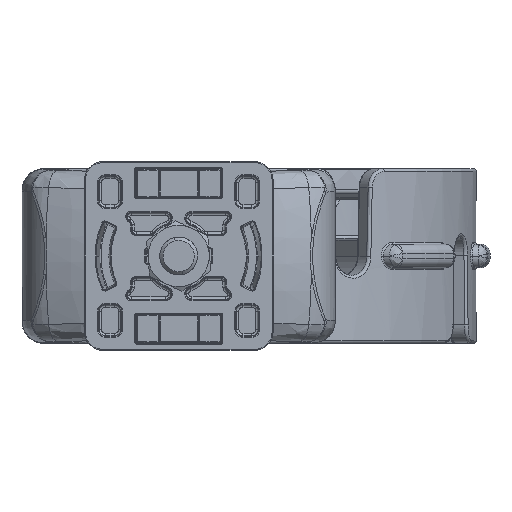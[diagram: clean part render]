
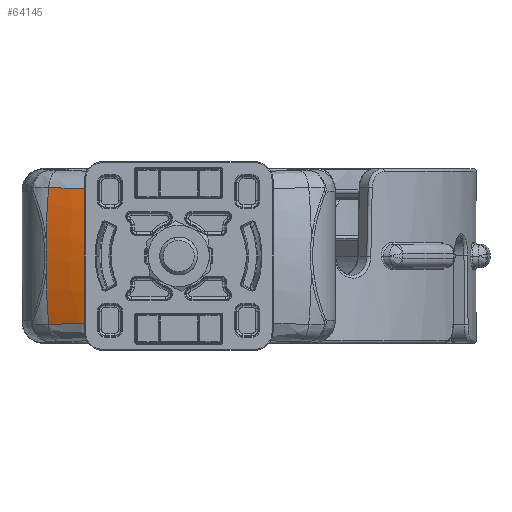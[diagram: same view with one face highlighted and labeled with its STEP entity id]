
A CAD part, left-side view. The second image highlights one B-rep face of the part: STEP entity #64145.
In plain terms, the highlighted toroidal (fillet/blend) face has major radius 2.231 mm and minor radius 70 mm.
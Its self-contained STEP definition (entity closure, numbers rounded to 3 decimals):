
#1564 = B_SPLINE_CURVE_WITH_KNOTS ( 'NONE', 3,
 ( #24622, #75611, #83860, #99202, #24074, #40538 ),
 .UNSPECIFIED., .F., .F.,
 ( 4, 2, 4 ),
 ( 0., 0.5, 1. ),
 .UNSPECIFIED. ) ;
#1756 = CARTESIAN_POINT ( 'NONE',  ( 26.284, 11.597, -14.21 ) ) ;
#2634 = AXIS2_PLACEMENT_3D ( 'NONE', #18850, #58915, #41377 ) ;
#3126 = VERTEX_POINT ( 'NONE', #7065 ) ;
#3526 = CARTESIAN_POINT ( 'NONE',  ( 30.966, 27.551, 14.456 ) ) ;
#4422 = AXIS2_PLACEMENT_3D ( 'NONE', #4976, #39002, #4434 ) ;
#4434 = DIRECTION ( 'NONE',  ( 0., 0., 1. ) ) ;
#4976 = CARTESIAN_POINT ( 'NONE',  ( 94.046, 0.869, 0. ) ) ;
#5836 = CARTESIAN_POINT ( 'NONE',  ( 26.272, 13.569, -12.347 ) ) ;
#6555 = CARTESIAN_POINT ( 'NONE',  ( 30.966, 27.551, -14.456 ) ) ;
#6985 = EDGE_CURVE ( 'NONE', #74740, #108167, #98600, .T. ) ;
#7065 = CARTESIAN_POINT ( 'NONE',  ( 29.675, 28.097, -3.877 ) ) ;
#7469 = CARTESIAN_POINT ( 'NONE',  ( 26.26, 15.418, 9.943 ) ) ;
#7995 = CARTESIAN_POINT ( 'NONE',  ( 26.254, 16.279, 8.482 ) ) ;
#8228 = VERTEX_POINT ( 'NONE', #6555 ) ;
#9080 = CARTESIAN_POINT ( 'NONE',  ( 26.272, 13.592, 12.392 ) ) ;
#12447 = CARTESIAN_POINT ( 'NONE',  ( 26.247, 17.156, -6.631 ) ) ;
#13515 = CARTESIAN_POINT ( 'NONE',  ( 26.274, 13.338, -12.596 ) ) ;
#14613 = CARTESIAN_POINT ( 'NONE',  ( 26.257, 15.783, -9.353 ) ) ;
#16774 = CARTESIAN_POINT ( 'NONE',  ( 26.264, 14.845, 10.78 ) ) ;
#17316 = CARTESIAN_POINT ( 'NONE',  ( 26.284, 11.597, 14.21 ) ) ;
#17740 = CARTESIAN_POINT ( 'NONE',  ( 26.284, 11.597, -14.21 ) ) ;
#18850 = CARTESIAN_POINT ( 'NONE',  ( 96.1, 0., 0. ) ) ;
#20696 = CARTESIAN_POINT ( 'NONE',  ( 26.278, 12.625, -13.323 ) ) ;
#21232 = CARTESIAN_POINT ( 'NONE',  ( 26.238, 18.306, 1.367 ) ) ;
#21705 = DIRECTION ( 'NONE',  ( 0., 0., 1. ) ) ;
#24074 = CARTESIAN_POINT ( 'NONE',  ( 29.534, 27.953, -2.552 ) ) ;
#24622 = CARTESIAN_POINT ( 'NONE',  ( 29.675, 28.097, 3.877 ) ) ;
#25022 = CARTESIAN_POINT ( 'NONE',  ( 26.24, 18.034, 3.375 ) ) ;
#25026 = ORIENTED_EDGE ( 'NONE', *, *, #6985, .T. ) ;
#25435 = TOROIDAL_SURFACE ( 'NONE', #2634, 2.231, 70. ) ;
#26182 = VERTEX_POINT ( 'NONE', #17740 ) ;
#28920 = CARTESIAN_POINT ( 'NONE',  ( 26.254, 16.275, -8.463 ) ) ;
#29176 = ORIENTED_EDGE ( 'NONE', *, *, #47330, .F. ) ;
#29466 = CARTESIAN_POINT ( 'NONE',  ( 26.238, 18.344, -0.67 ) ) ;
#33241 = CARTESIAN_POINT ( 'NONE',  ( 26.251, 16.715, 7.558 ) ) ;
#34220 = FACE_OUTER_BOUND ( 'NONE', #73996, .T. ) ;
#36839 = CARTESIAN_POINT ( 'NONE',  ( 27.193, 17.014, -14.258 ) ) ;
#37678 = CARTESIAN_POINT ( 'NONE',  ( 26.24, 18.046, -3.364 ) ) ;
#38059 = CARTESIAN_POINT ( 'NONE',  ( 26.284, 11.597, 14.21 ) ) ;
#39002 = DIRECTION ( 'NONE',  ( 0.39, 0.921, 0. ) ) ;
#39158 = CARTESIAN_POINT ( 'NONE',  ( 29.675, 28.097, 3.877 ) ) ;
#39309 = CARTESIAN_POINT ( 'NONE',  ( 26.264, 14.864, -10.77 ) ) ;
#39430 = CARTESIAN_POINT ( 'NONE',  ( 30.966, 27.551, 14.456 ) ) ;
#39860 = CARTESIAN_POINT ( 'NONE',  ( 26.27, 13.905, -11.963 ) ) ;
#40538 = CARTESIAN_POINT ( 'NONE',  ( 29.675, 28.097, -3.877 ) ) ;
#41377 = DIRECTION ( 'NONE',  ( 1., 0., 0. ) ) ;
#41471 = CARTESIAN_POINT ( 'NONE',  ( 26.261, 15.232, 10.225 ) ) ;
#43996 = CARTESIAN_POINT ( 'NONE',  ( 30.966, 27.551, -14.456 ) ) ;
#45931 = CARTESIAN_POINT ( 'NONE',  ( 26.244, 17.597, -5.355 ) ) ;
#46395 = DIRECTION ( 'NONE',  ( 0.39, 0.921, 0. ) ) ;
#47003 = CARTESIAN_POINT ( 'NONE',  ( 26.268, 14.234, -11.571 ) ) ;
#47330 = EDGE_CURVE ( 'NONE', #94416, #108167, #54482, .T. ) ;
#48084 = CARTESIAN_POINT ( 'NONE',  ( 26.256, 15.953, -9.061 ) ) ;
#50530 = CARTESIAN_POINT ( 'NONE',  ( 26.284, 11.597, 14.21 ) ) ;
#54148 = CARTESIAN_POINT ( 'NONE',  ( 26.253, 16.429, -8.16 ) ) ;
#54482 = CIRCLE ( 'NONE', #93005, 70. ) ;
#54684 = CARTESIAN_POINT ( 'NONE',  ( 26.239, 18.193, 2.374 ) ) ;
#55592 = CARTESIAN_POINT ( 'NONE',  ( 28.755, 22.387, 14.34 ) ) ;
#57393 = CARTESIAN_POINT ( 'NONE',  ( 26.256, 15.953, 9.079 ) ) ;
#57931 = CARTESIAN_POINT ( 'NONE',  ( 26.243, 17.744, 4.702 ) ) ;
#58915 = DIRECTION ( 'NONE',  ( 0., 0., 1. ) ) ;
#62240 = CIRCLE ( 'NONE', #4422, 70. ) ;
#64145 = ADVANCED_FACE ( 'NONE', ( #34220 ), #25435, .T. ) ;
#64549 = CARTESIAN_POINT ( 'NONE',  ( 26.284, 11.597, -14.21 ) ) ;
#65473 = EDGE_CURVE ( 'NONE', #8228, #3126, #62240, .T. ) ;
#67615 = EDGE_CURVE ( 'NONE', #94416, #3126, #1564, .T. ) ;
#67852 = EDGE_CURVE ( 'NONE', #26182, #74740, #80058, .T. ) ;
#69760 = CARTESIAN_POINT ( 'NONE',  ( 28.755, 22.387, -14.34 ) ) ;
#72227 = CARTESIAN_POINT ( 'NONE',  ( 26.269, 14.016, -11.834 ) ) ;
#72769 = CARTESIAN_POINT ( 'NONE',  ( 26.261, 15.25, -10.216 ) ) ;
#73325 = CARTESIAN_POINT ( 'NONE',  ( 26.239, 18.146, 2.708 ) ) ;
#73906 = ORIENTED_EDGE ( 'NONE', *, *, #94495, .T. ) ;
#73996 = EDGE_LOOP ( 'NONE', ( #73906, #79833, #25026, #29176, #101657, #92165 ) ) ;
#74398 = CARTESIAN_POINT ( 'NONE',  ( 26.247, 17.228, 6.31 ) ) ;
#74740 = VERTEX_POINT ( 'NONE', #50530 ) ;
#74939 = CARTESIAN_POINT ( 'NONE',  ( 26.248, 17.109, 6.625 ) ) ;
#75611 = CARTESIAN_POINT ( 'NONE',  ( 29.534, 27.953, 2.552 ) ) ;
#79226 = CARTESIAN_POINT ( 'NONE',  ( 27.193, 17.014, 14.258 ) ) ;
#79388 = CARTESIAN_POINT ( 'NONE',  ( 26.239, 18.158, -2.696 ) ) ;
#79833 = ORIENTED_EDGE ( 'NONE', *, *, #67852, .T. ) ;
#80058 = B_SPLINE_CURVE_WITH_KNOTS ( 'NONE', 3,
 ( #64549, #89232, #20696, #13515, #5836, #39860, #72227, #47003, #80473, #39309, #72769, #14613, #48084, #104052, #28920, #54148, #87615, #12447, #45931, #37678, #79388, #104587, #29466, #96375, #21232, #54684, #73325, #25022, #108361, #57931, #99071, #74398, #74939, #98542, #82662, #33241, #84273, #7995, #57393, #7469, #41471, #16774, #83184, #9080, #107825, #17316 ),
 .UNSPECIFIED., .F., .F.,
 ( 4, 2, 2, 2, 2, 2, 2, 2, 2, 2, 2, 2, 2, 2, 2, 2, 2, 2, 2, 2, 2, 2, 4 ),
 ( 0., 0.062, 0.094, 0.109, 0.125, 0.187, 0.219, 0.234, 0.25, 0.375, 0.437, 0.5, 0.563, 0.594, 0.625, 0.688, 0.719, 0.734, 0.75, 0.813, 0.844, 0.875, 1. ),
 .UNSPECIFIED. ) ;
#80473 = CARTESIAN_POINT ( 'NONE',  ( 26.267, 14.342, -11.436 ) ) ;
#82662 = CARTESIAN_POINT ( 'NONE',  ( 26.25, 16.851, 7.249 ) ) ;
#83184 = CARTESIAN_POINT ( 'NONE',  ( 26.265, 14.644, 11.051 ) ) ;
#83860 = CARTESIAN_POINT ( 'NONE',  ( 29.467, 27.88, 1.259 ) ) ;
#84273 = CARTESIAN_POINT ( 'NONE',  ( 26.251, 16.645, 7.71 ) ) ;
#86477 = CARTESIAN_POINT ( 'NONE',  ( 94.046, 0.869, 0. ) ) ;
#87615 = CARTESIAN_POINT ( 'NONE',  ( 26.252, 16.505, -8.006 ) ) ;
#89232 = CARTESIAN_POINT ( 'NONE',  ( 26.281, 12.124, -13.78 ) ) ;
#92165 = ORIENTED_EDGE ( 'NONE', *, *, #65473, .F. ) ;
#93005 = AXIS2_PLACEMENT_3D ( 'NONE', #86477, #46395, #21705 ) ;
#94416 = VERTEX_POINT ( 'NONE', #39158 ) ;
#94495 = EDGE_CURVE ( 'NONE', #8228, #26182, #102690, .T. ) ;
#96375 = CARTESIAN_POINT ( 'NONE',  ( 26.238, 18.344, 0.691 ) ) ;
#98542 = CARTESIAN_POINT ( 'NONE',  ( 26.249, 16.917, 7.094 ) ) ;
#98600 = B_SPLINE_CURVE_WITH_KNOTS ( 'NONE', 3,
 ( #38059, #79226, #55592, #3526 ),
 .UNSPECIFIED., .F., .F.,
 ( 4, 4 ),
 ( 0., 1. ),
 .UNSPECIFIED. ) ;
#99071 = CARTESIAN_POINT ( 'NONE',  ( 26.244, 17.558, 5.353 ) ) ;
#99202 = CARTESIAN_POINT ( 'NONE',  ( 29.467, 27.88, -1.259 ) ) ;
#101657 = ORIENTED_EDGE ( 'NONE', *, *, #67615, .T. ) ;
#102690 = B_SPLINE_CURVE_WITH_KNOTS ( 'NONE', 3,
 ( #43996, #69760, #36839, #1756 ),
 .UNSPECIFIED., .F., .F.,
 ( 4, 4 ),
 ( 0., 1. ),
 .UNSPECIFIED. ) ;
#104052 = CARTESIAN_POINT ( 'NONE',  ( 26.254, 16.196, -8.614 ) ) ;
#104587 = CARTESIAN_POINT ( 'NONE',  ( 26.238, 18.307, -1.349 ) ) ;
#107825 = CARTESIAN_POINT ( 'NONE',  ( 26.278, 12.645, 13.355 ) ) ;
#108167 = VERTEX_POINT ( 'NONE', #39430 ) ;
#108361 = CARTESIAN_POINT ( 'NONE',  ( 26.241, 17.969, 3.706 ) ) ;
